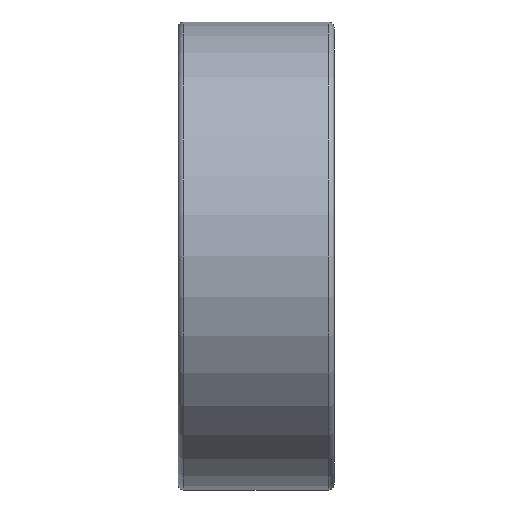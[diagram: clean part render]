
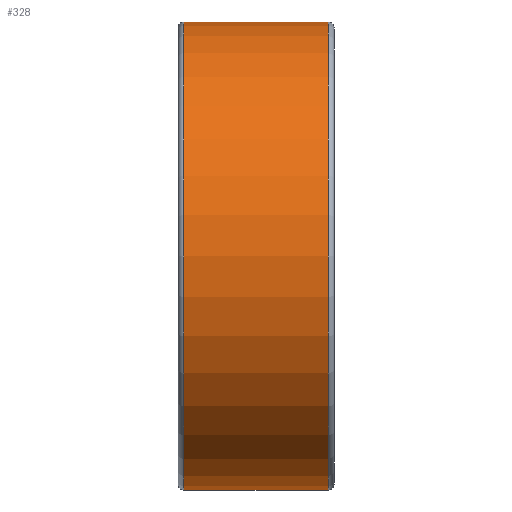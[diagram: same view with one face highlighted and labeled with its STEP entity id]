
A CAD part, front view. The second image highlights one B-rep face of the part: STEP entity #328.
In plain terms, the highlighted cylindrical face has radius 12 mm (diameter 24 mm), a full revolution.
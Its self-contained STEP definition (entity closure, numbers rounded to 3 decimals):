
#75=CYLINDRICAL_SURFACE('',#422,12.);
#120=ORIENTED_EDGE('',*,*,#151,.T.);
#121=ORIENTED_EDGE('',*,*,#150,.F.);
#150=EDGE_CURVE('',#174,#174,#199,.T.);
#151=EDGE_CURVE('',#175,#175,#200,.T.);
#174=VERTEX_POINT('',#620);
#175=VERTEX_POINT('',#623);
#199=CIRCLE('',#421,12.);
#200=CIRCLE('',#423,12.);
#241=EDGE_LOOP('',(#120));
#242=EDGE_LOOP('',(#121));
#289=FACE_BOUND('',#241,.T.);
#290=FACE_BOUND('',#242,.T.);
#328=ADVANCED_FACE('',(#289,#290),#75,.T.);
#421=AXIS2_PLACEMENT_3D('',#619,#519,#520);
#422=AXIS2_PLACEMENT_3D('',#621,#521,#522);
#423=AXIS2_PLACEMENT_3D('',#622,#523,#524);
#519=DIRECTION('',(1.,0.,0.));
#520=DIRECTION('',(0.,0.,-1.));
#521=DIRECTION('',(1.,0.,0.));
#522=DIRECTION('',(0.,0.,-1.));
#523=DIRECTION('',(1.,0.,0.));
#524=DIRECTION('',(0.,0.,-1.));
#619=CARTESIAN_POINT('',(7.7,0.,0.));
#620=CARTESIAN_POINT('',(7.7,0.,-12.));
#621=CARTESIAN_POINT('',(8.,0.,0.));
#622=CARTESIAN_POINT('',(0.3,0.,0.));
#623=CARTESIAN_POINT('',(0.3,0.,-12.));
